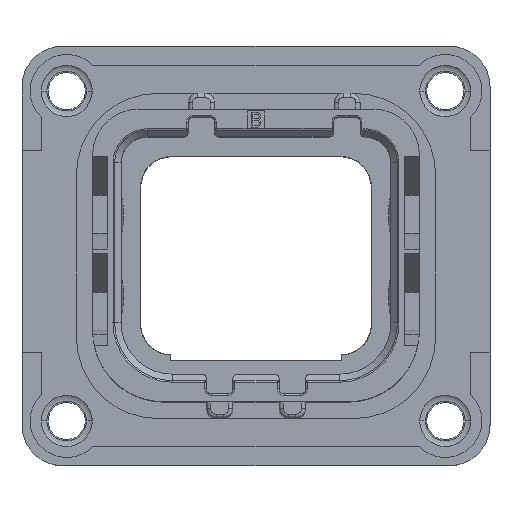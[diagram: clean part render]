
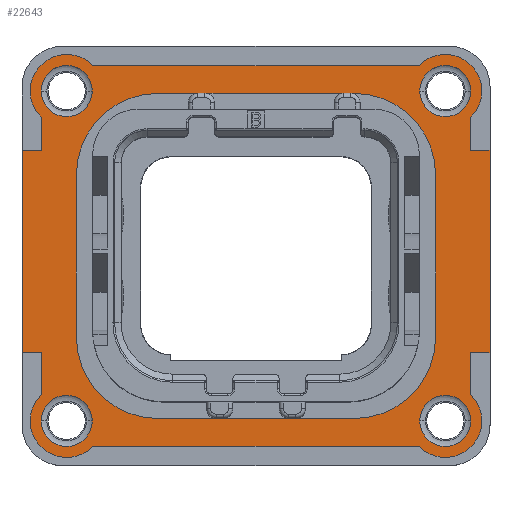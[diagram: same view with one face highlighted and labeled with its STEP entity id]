
A CAD part, top view. The second image highlights one B-rep face of the part: STEP entity #22643.
In plain terms, the highlighted planar face has unit normal (0, 0, 1).
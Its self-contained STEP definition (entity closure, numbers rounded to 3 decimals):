
#535=DIRECTION('',(0.,-1.,0.));
#536=VECTOR('',#535,12.45);
#537=CARTESIAN_POINT('',(-14.4,6.5,1.5));
#538=LINE('',#537,#536);
#593=CARTESIAN_POINT('',(-11.65,10.15,1.5));
#594=DIRECTION('',(0.,0.,1.));
#595=DIRECTION('',(0.716,0.698,0.));
#596=AXIS2_PLACEMENT_3D('',#593,#594,#595);
#603=DIRECTION('',(0.,1.,0.));
#604=VECTOR('',#603,2.588);
#605=CARTESIAN_POINT('',(13.22,-8.538,1.5));
#606=LINE('',#605,#604);
#607=DIRECTION('',(1.,0.,0.));
#608=VECTOR('',#607,20.077);
#609=CARTESIAN_POINT('',(-10.038,-11.72,1.5));
#610=LINE('',#609,#608);
#611=DIRECTION('',(0.,-1.,0.));
#612=VECTOR('',#611,2.588);
#613=CARTESIAN_POINT('',(-13.22,-5.95,1.5));
#614=LINE('',#613,#612);
#615=DIRECTION('',(1.,0.,0.));
#616=VECTOR('',#615,1.18);
#617=CARTESIAN_POINT('',(-14.4,-5.95,1.5));
#618=LINE('',#617,#616);
#619=DIRECTION('',(-1.,0.,0.));
#620=VECTOR('',#619,1.18);
#621=CARTESIAN_POINT('',(-13.22,6.5,1.5));
#622=LINE('',#621,#620);
#623=DIRECTION('',(0.,-1.,0.));
#624=VECTOR('',#623,2.038);
#625=CARTESIAN_POINT('',(-13.22,8.538,1.5));
#626=LINE('',#625,#624);
#627=DIRECTION('',(-1.,0.,0.));
#628=VECTOR('',#627,20.077);
#629=CARTESIAN_POINT('',(10.038,11.72,1.5));
#630=LINE('',#629,#628);
#631=DIRECTION('',(0.,1.,0.));
#632=VECTOR('',#631,2.038);
#633=CARTESIAN_POINT('',(13.22,6.5,1.5));
#634=LINE('',#633,#632);
#635=DIRECTION('',(-1.,0.,0.));
#636=VECTOR('',#635,1.18);
#637=CARTESIAN_POINT('',(14.4,6.5,1.5));
#638=LINE('',#637,#636);
#639=DIRECTION('',(1.,0.,0.));
#640=VECTOR('',#639,1.18);
#641=CARTESIAN_POINT('',(13.22,-5.95,1.5));
#642=LINE('',#641,#640);
#643=CARTESIAN_POINT('',(11.65,-10.15,1.5));
#644=DIRECTION('',(0.,0.,1.));
#645=DIRECTION('',(-1.,0.,0.));
#646=AXIS2_PLACEMENT_3D('',#643,#644,#645);
#648=CARTESIAN_POINT('',(-11.65,-10.15,1.5));
#649=DIRECTION('',(0.,0.,1.));
#650=DIRECTION('',(-1.,0.,0.));
#651=AXIS2_PLACEMENT_3D('',#648,#649,#650);
#653=CARTESIAN_POINT('',(-11.65,10.15,1.5));
#654=DIRECTION('',(0.,0.,1.));
#655=DIRECTION('',(1.,0.,0.));
#656=AXIS2_PLACEMENT_3D('',#653,#654,#655);
#658=CARTESIAN_POINT('',(11.65,10.15,1.5));
#659=DIRECTION('',(0.,0.,1.));
#660=DIRECTION('',(1.,0.,0.));
#661=AXIS2_PLACEMENT_3D('',#658,#659,#660);
#663=CARTESIAN_POINT('',(6.05,5.,1.5));
#664=DIRECTION('',(0.,0.,-1.));
#665=DIRECTION('',(0.,1.,0.));
#666=AXIS2_PLACEMENT_3D('',#663,#664,#665);
#668=DIRECTION('',(1.,0.,0.));
#669=VECTOR('',#668,12.1);
#670=CARTESIAN_POINT('',(-6.05,10.,1.5));
#671=LINE('',#670,#669);
#672=CARTESIAN_POINT('',(-6.05,5.,1.5));
#673=DIRECTION('',(0.,0.,-1.));
#674=DIRECTION('',(-1.,0.,0.));
#675=AXIS2_PLACEMENT_3D('',#672,#673,#674);
#677=DIRECTION('',(0.,1.,0.));
#678=VECTOR('',#677,10.);
#679=CARTESIAN_POINT('',(-11.05,-5.,1.5));
#680=LINE('',#679,#678);
#681=CARTESIAN_POINT('',(-6.05,-5.,1.5));
#682=DIRECTION('',(0.,0.,-1.));
#683=DIRECTION('',(0.,-1.,0.));
#684=AXIS2_PLACEMENT_3D('',#681,#682,#683);
#686=DIRECTION('',(-1.,0.,0.));
#687=VECTOR('',#686,12.1);
#688=CARTESIAN_POINT('',(6.05,-10.,1.5));
#689=LINE('',#688,#687);
#690=CARTESIAN_POINT('',(6.05,-5.,1.5));
#691=DIRECTION('',(0.,0.,-1.));
#692=DIRECTION('',(1.,0.,0.));
#693=AXIS2_PLACEMENT_3D('',#690,#691,#692);
#695=DIRECTION('',(0.,-1.,0.));
#696=VECTOR('',#695,10.);
#697=CARTESIAN_POINT('',(11.05,5.,1.5));
#698=LINE('',#697,#696);
#708=CARTESIAN_POINT('',(11.65,-10.15,1.5));
#709=DIRECTION('',(0.,0.,1.));
#710=DIRECTION('',(-0.716,-0.698,0.));
#711=AXIS2_PLACEMENT_3D('',#708,#709,#710);
#763=DIRECTION('',(0.,1.,0.));
#764=VECTOR('',#763,12.45);
#765=CARTESIAN_POINT('',(14.4,-5.95,1.5));
#766=LINE('',#765,#764);
#792=CARTESIAN_POINT('',(11.65,10.15,1.5));
#793=DIRECTION('',(0.,0.,1.));
#794=DIRECTION('',(0.698,-0.716,0.));
#795=AXIS2_PLACEMENT_3D('',#792,#793,#794);
#821=CARTESIAN_POINT('',(-11.65,-10.15,1.5));
#822=DIRECTION('',(0.,0.,1.));
#823=DIRECTION('',(-0.698,0.716,0.));
#824=AXIS2_PLACEMENT_3D('',#821,#822,#823);
#855=CARTESIAN_POINT('',(11.65,-10.15,1.5));
#856=DIRECTION('',(0.,0.,1.));
#857=DIRECTION('',(1.,0.,0.));
#858=AXIS2_PLACEMENT_3D('',#855,#856,#857);
#860=CARTESIAN_POINT('',(-11.65,-10.15,1.5));
#861=DIRECTION('',(0.,0.,1.));
#862=DIRECTION('',(1.,0.,0.));
#863=AXIS2_PLACEMENT_3D('',#860,#861,#862);
#881=CARTESIAN_POINT('',(-11.65,10.15,1.5));
#882=DIRECTION('',(0.,0.,1.));
#883=DIRECTION('',(-1.,0.,0.));
#884=AXIS2_PLACEMENT_3D('',#881,#882,#883);
#886=CARTESIAN_POINT('',(11.65,10.15,1.5));
#887=DIRECTION('',(0.,0.,1.));
#888=DIRECTION('',(-1.,0.,0.));
#889=AXIS2_PLACEMENT_3D('',#886,#887,#888);
#19305=CARTESIAN_POINT('',(-6.05,10.,1.5));
#19306=CARTESIAN_POINT('',(6.05,10.,1.5));
#19307=VERTEX_POINT('',#19305);
#19308=VERTEX_POINT('',#19306);
#19309=CARTESIAN_POINT('',(11.05,-5.,1.5));
#19310=CARTESIAN_POINT('',(6.05,-10.,1.5));
#19311=VERTEX_POINT('',#19309);
#19312=VERTEX_POINT('',#19310);
#19313=CARTESIAN_POINT('',(11.05,5.,1.5));
#19314=VERTEX_POINT('',#19313);
#19315=CARTESIAN_POINT('',(-11.05,5.,1.5));
#19316=VERTEX_POINT('',#19315);
#19317=CARTESIAN_POINT('',(-11.05,-5.,1.5));
#19318=VERTEX_POINT('',#19317);
#19319=CARTESIAN_POINT('',(-6.05,-10.,1.5));
#19320=VERTEX_POINT('',#19319);
#19347=CARTESIAN_POINT('',(14.4,-5.95,1.5));
#19348=CARTESIAN_POINT('',(14.4,6.5,1.5));
#19349=VERTEX_POINT('',#19347);
#19350=VERTEX_POINT('',#19348);
#19351=CARTESIAN_POINT('',(-14.4,6.5,1.5));
#19352=CARTESIAN_POINT('',(-14.4,-5.95,1.5));
#19353=VERTEX_POINT('',#19351);
#19354=VERTEX_POINT('',#19352);
#19357=CARTESIAN_POINT('',(10.08,10.15,1.5));
#19358=VERTEX_POINT('',#19357);
#19359=CARTESIAN_POINT('',(-10.08,10.15,1.5));
#19360=VERTEX_POINT('',#19359);
#19361=CARTESIAN_POINT('',(-10.08,-10.15,1.5));
#19362=VERTEX_POINT('',#19361);
#19363=CARTESIAN_POINT('',(10.08,-10.15,1.5));
#19364=VERTEX_POINT('',#19363);
#19365=CARTESIAN_POINT('',(-13.22,6.5,1.5));
#19366=VERTEX_POINT('',#19365);
#19367=CARTESIAN_POINT('',(13.22,6.5,1.5));
#19368=VERTEX_POINT('',#19367);
#19369=CARTESIAN_POINT('',(13.22,-5.95,1.5));
#19370=VERTEX_POINT('',#19369);
#20933=CARTESIAN_POINT('',(-13.22,-5.95,1.5));
#20934=VERTEX_POINT('',#20933);
#21033=CARTESIAN_POINT('',(13.22,8.538,1.5));
#21035=VERTEX_POINT('',#21033);
#21037=CARTESIAN_POINT('',(10.038,-11.72,1.5));
#21039=VERTEX_POINT('',#21037);
#21041=CARTESIAN_POINT('',(-10.038,-11.72,1.5));
#21043=VERTEX_POINT('',#21041);
#21045=CARTESIAN_POINT('',(-13.22,-8.538,1.5));
#21047=VERTEX_POINT('',#21045);
#21049=CARTESIAN_POINT('',(-10.038,11.72,1.5));
#21051=VERTEX_POINT('',#21049);
#21053=CARTESIAN_POINT('',(10.038,11.72,1.5));
#21055=VERTEX_POINT('',#21053);
#21057=CARTESIAN_POINT('',(-13.22,8.538,1.5));
#21059=VERTEX_POINT('',#21057);
#21061=CARTESIAN_POINT('',(13.22,-8.538,1.5));
#21063=VERTEX_POINT('',#21061);
#21065=CARTESIAN_POINT('',(13.22,10.15,1.5));
#21066=VERTEX_POINT('',#21065);
#21067=CARTESIAN_POINT('',(-13.22,10.15,1.5));
#21068=VERTEX_POINT('',#21067);
#21069=CARTESIAN_POINT('',(-13.22,-10.15,1.5));
#21070=VERTEX_POINT('',#21069);
#21071=CARTESIAN_POINT('',(13.22,-10.15,1.5));
#21072=VERTEX_POINT('',#21071);
#22564=CARTESIAN_POINT('',(0.,0.,1.5));
#22565=DIRECTION('',(0.,0.,1.));
#22566=DIRECTION('',(1.,0.,0.));
#22567=AXIS2_PLACEMENT_3D('',#22564,#22565,#22566);
#22568=PLANE('',#22567);
#22570=ORIENTED_EDGE('',*,*,#22569,.F.);
#22572=ORIENTED_EDGE('',*,*,#22571,.F.);
#22574=ORIENTED_EDGE('',*,*,#22573,.F.);
#22576=ORIENTED_EDGE('',*,*,#22575,.F.);
#22578=ORIENTED_EDGE('',*,*,#22577,.F.);
#22580=ORIENTED_EDGE('',*,*,#22579,.F.);
#22581=ORIENTED_EDGE('',*,*,#22505,.F.);
#22583=ORIENTED_EDGE('',*,*,#22582,.F.);
#22585=ORIENTED_EDGE('',*,*,#22584,.F.);
#22586=ORIENTED_EDGE('',*,*,#22554,.F.);
#22588=ORIENTED_EDGE('',*,*,#22587,.F.);
#22590=ORIENTED_EDGE('',*,*,#22589,.F.);
#22592=ORIENTED_EDGE('',*,*,#22591,.F.);
#22594=ORIENTED_EDGE('',*,*,#22593,.F.);
#22596=ORIENTED_EDGE('',*,*,#22595,.F.);
#22598=ORIENTED_EDGE('',*,*,#22597,.F.);
#22599=EDGE_LOOP('',(#22570,#22572,#22574,#22576,#22578,#22580,#22581,#22583,
#22585,#22586,#22588,#22590,#22592,#22594,#22596,#22598));
#22600=FACE_OUTER_BOUND('',#22599,.F.);
#22602=ORIENTED_EDGE('',*,*,#22601,.T.);
#22604=ORIENTED_EDGE('',*,*,#22603,.T.);
#22605=EDGE_LOOP('',(#22602,#22604));
#22606=FACE_BOUND('',#22605,.F.);
#22608=ORIENTED_EDGE('',*,*,#22607,.T.);
#22610=ORIENTED_EDGE('',*,*,#22609,.T.);
#22611=EDGE_LOOP('',(#22608,#22610));
#22612=FACE_BOUND('',#22611,.F.);
#22614=ORIENTED_EDGE('',*,*,#22613,.T.);
#22616=ORIENTED_EDGE('',*,*,#22615,.T.);
#22617=EDGE_LOOP('',(#22614,#22616));
#22618=FACE_BOUND('',#22617,.F.);
#22620=ORIENTED_EDGE('',*,*,#22619,.T.);
#22622=ORIENTED_EDGE('',*,*,#22621,.T.);
#22623=EDGE_LOOP('',(#22620,#22622));
#22624=FACE_BOUND('',#22623,.F.);
#22626=ORIENTED_EDGE('',*,*,#22625,.F.);
#22628=ORIENTED_EDGE('',*,*,#22627,.F.);
#22630=ORIENTED_EDGE('',*,*,#22629,.F.);
#22632=ORIENTED_EDGE('',*,*,#22631,.F.);
#22634=ORIENTED_EDGE('',*,*,#22633,.F.);
#22636=ORIENTED_EDGE('',*,*,#22635,.F.);
#22638=ORIENTED_EDGE('',*,*,#22637,.F.);
#22640=ORIENTED_EDGE('',*,*,#22639,.F.);
#22641=EDGE_LOOP('',(#22626,#22628,#22630,#22632,#22634,#22636,#22638,#22640));
#22642=FACE_BOUND('',#22641,.F.);
#22643=ADVANCED_FACE('',(#22600,#22606,#22612,#22618,#22624,#22642),#22568,.T.);
#597=CIRCLE('',#596,2.25);
#647=CIRCLE('',#646,1.57);
#652=CIRCLE('',#651,1.57);
#657=CIRCLE('',#656,1.57);
#662=CIRCLE('',#661,1.57);
#667=CIRCLE('',#666,5.);
#676=CIRCLE('',#675,5.);
#685=CIRCLE('',#684,5.);
#694=CIRCLE('',#693,5.);
#712=CIRCLE('',#711,2.25);
#796=CIRCLE('',#795,2.25);
#825=CIRCLE('',#824,2.25);
#859=CIRCLE('',#858,1.57);
#864=CIRCLE('',#863,1.57);
#885=CIRCLE('',#884,1.57);
#890=CIRCLE('',#889,1.57);
#22505=EDGE_CURVE('',#19353,#19354,#538,.T.);
#22554=EDGE_CURVE('',#21051,#21059,#597,.T.);
#22569=EDGE_CURVE('',#21063,#19370,#606,.T.);
#22571=EDGE_CURVE('',#21039,#21063,#712,.T.);
#22573=EDGE_CURVE('',#21043,#21039,#610,.T.);
#22575=EDGE_CURVE('',#21047,#21043,#825,.T.);
#22577=EDGE_CURVE('',#20934,#21047,#614,.T.);
#22579=EDGE_CURVE('',#19354,#20934,#618,.T.);
#22582=EDGE_CURVE('',#19366,#19353,#622,.T.);
#22584=EDGE_CURVE('',#21059,#19366,#626,.T.);
#22587=EDGE_CURVE('',#21055,#21051,#630,.T.);
#22589=EDGE_CURVE('',#21035,#21055,#796,.T.);
#22591=EDGE_CURVE('',#19368,#21035,#634,.T.);
#22593=EDGE_CURVE('',#19350,#19368,#638,.T.);
#22595=EDGE_CURVE('',#19349,#19350,#766,.T.);
#22597=EDGE_CURVE('',#19370,#19349,#642,.T.);
#22601=EDGE_CURVE('',#19364,#21072,#647,.T.);
#22603=EDGE_CURVE('',#21072,#19364,#859,.T.);
#22607=EDGE_CURVE('',#19362,#21070,#864,.T.);
#22609=EDGE_CURVE('',#21070,#19362,#652,.T.);
#22613=EDGE_CURVE('',#19360,#21068,#657,.T.);
#22615=EDGE_CURVE('',#21068,#19360,#885,.T.);
#22619=EDGE_CURVE('',#19358,#21066,#890,.T.);
#22621=EDGE_CURVE('',#21066,#19358,#662,.T.);
#22625=EDGE_CURVE('',#19308,#19314,#667,.T.);
#22627=EDGE_CURVE('',#19307,#19308,#671,.T.);
#22629=EDGE_CURVE('',#19316,#19307,#676,.T.);
#22631=EDGE_CURVE('',#19318,#19316,#680,.T.);
#22633=EDGE_CURVE('',#19320,#19318,#685,.T.);
#22635=EDGE_CURVE('',#19312,#19320,#689,.T.);
#22637=EDGE_CURVE('',#19311,#19312,#694,.T.);
#22639=EDGE_CURVE('',#19314,#19311,#698,.T.);
